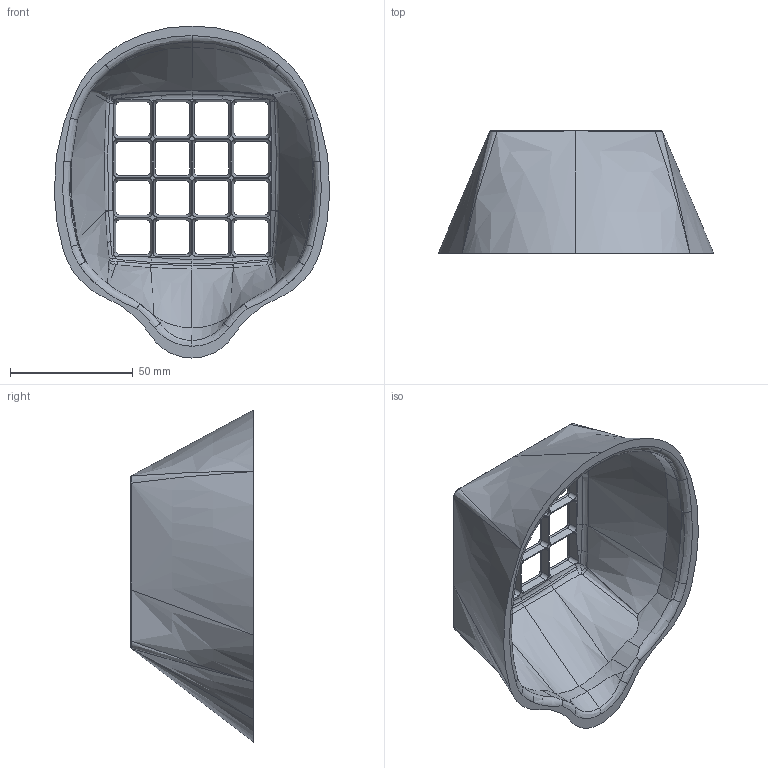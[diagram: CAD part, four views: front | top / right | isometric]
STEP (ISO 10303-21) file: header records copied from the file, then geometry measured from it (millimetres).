
FILE_DESCRIPTION((''),'2;1');
FILE_NAME('HARD_SHELL','2020-03-22T22:23:59',('Jason'),(''),'CREO PARAMETRIC BY PTC INC, 2019224','CREO PARAMETRIC BY PTC INC, 2019224','');
FILE_SCHEMA(('CONFIG_CONTROL_DESIGN'));
Length unit declared in the file: millimetre
Products named in the file (1): HARD_SHELL
Bounding box: 112.01 x 50 x 135 mm (x, y, z)
Volume: 47356 mm3; surface area: 40875 mm2
Topology: 1 solids, 1 shells, 403 faces, 1147 edges, 741 vertices
Faces by surface type: cylinder 132, plane 131, bspline 124, extrusion 11, torus 4, sphere 1
Entity records: 19531 total; most frequent: CARTESIAN_POINT 10399, ORIENTED_EDGE 2294, DIRECTION 1263, EDGE_CURVE 1147, VERTEX_POINT 741, B_SPLINE_CURVE_WITH_KNOTS 555, VECTOR 501, LINE 490
